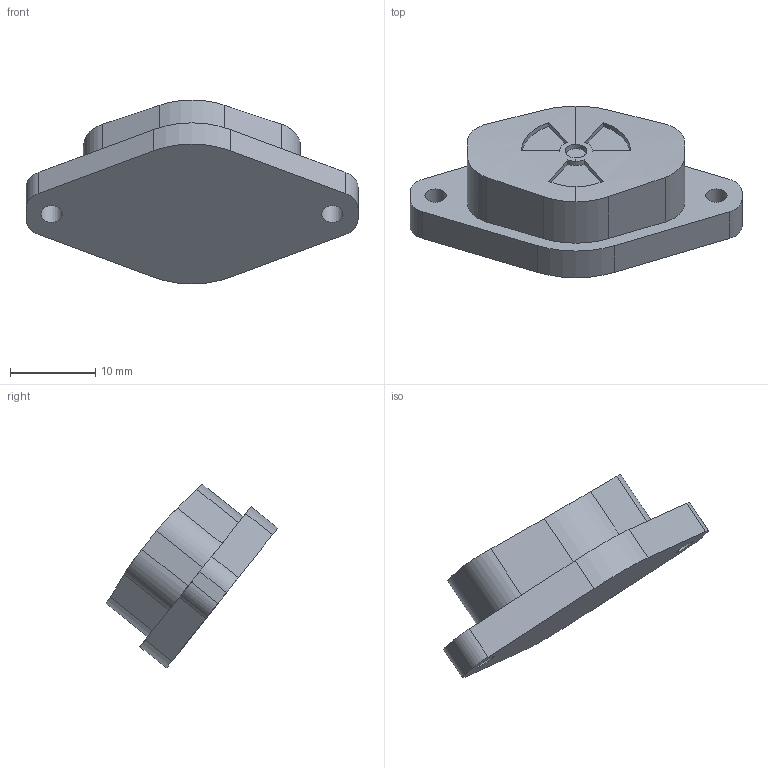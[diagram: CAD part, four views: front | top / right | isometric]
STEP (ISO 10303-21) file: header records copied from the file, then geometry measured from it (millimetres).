
FILE_DESCRIPTION(/* description */ (''),/* implementation_level */ '2;1');
FILE_NAME(/* name */ 'Speaker_plug v4.step',/* time_stamp */ '2018-10-19T17:27:24+11:00',/* author */ ('TaylorY96'),/* organization */ (''),/* preprocessor_version */ 'ST-DEVELOPER v17.2',/* originating_system */ 'Autodesk Translation Framework v7.6.0.251',/* authorisation */ '');
FILE_SCHEMA (('AUTOMOTIVE_DESIGN { 1 0 10303 214 3 1 1 }'));
Length unit declared in the file: millimetre
Products named in the file (2): Speaker_plug; Speaker Plug V2
Assembly tree (1 placements, depth 2):
  Speaker_plug
    Speaker Plug V2
Bounding box: 39 x 20.16 x 21.61 mm (x, y, z)
Volume: 4354.6 mm3; surface area: 1981.6 mm2
Topology: 1 solids, 1 shells, 47 faces, 129 edges, 87 vertices
Faces by surface type: plane 24, cylinder 21, bspline 2
Full cylindrical faces by diameter (mm): 2.5 x2, 2.563 x1
Entity records: 2209 total; most frequent: CARTESIAN_POINT 973, ORIENTED_EDGE 258, DIRECTION 229, EDGE_CURVE 129, VERTEX_POINT 87, AXIS2_PLACEMENT_3D 83, LINE 63, VECTOR 63
